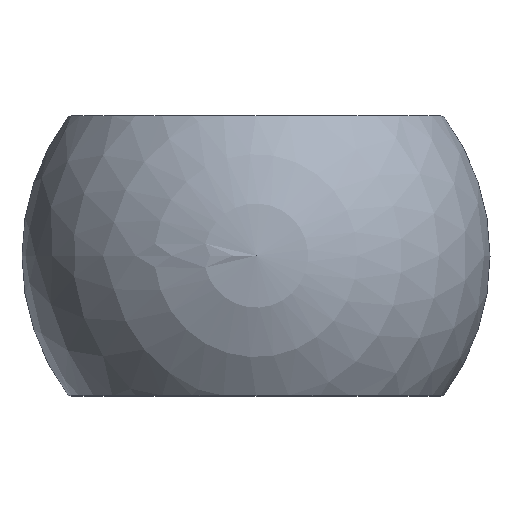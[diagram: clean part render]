
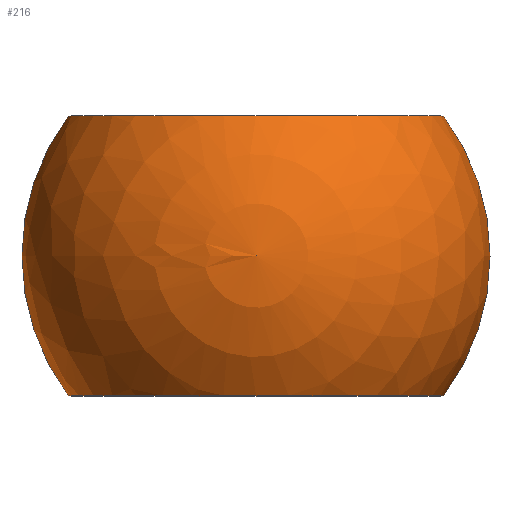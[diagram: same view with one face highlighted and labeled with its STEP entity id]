
A CAD part, top view. The second image highlights one B-rep face of the part: STEP entity #216.
In plain terms, the highlighted spherical face has radius 4.18 mm.
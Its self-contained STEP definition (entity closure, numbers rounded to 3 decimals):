
#8 = DIRECTION ( 'NONE',  ( 1., 0., 0. ) ) ;
#9 = CARTESIAN_POINT ( 'NONE',  ( -26.5, 0., 0. ) ) ;
#11 = AXIS2_PLACEMENT_3D ( 'NONE', #195, #99, #196 ) ;
#16 = VERTEX_POINT ( 'NONE', #37 ) ;
#19 = DIRECTION ( 'NONE',  ( 0., 0., -1. ) ) ;
#29 = DIRECTION ( 'NONE',  ( 0., 0., -1. ) ) ;
#37 = CARTESIAN_POINT ( 'NONE',  ( -23.15, -2.5, 0. ) ) ;
#38 = VERTEX_POINT ( 'NONE', #139 ) ;
#41 = DIRECTION ( 'NONE',  ( -1., 0., 0. ) ) ;
#44 = DIRECTION ( 'NONE',  ( 0., 0., 1. ) ) ;
#54 = CIRCLE ( 'NONE', #138, 4.18 ) ;
#56 = EDGE_CURVE ( 'NONE', #244, #38, #158, .T. ) ;
#60 = ORIENTED_EDGE ( 'NONE', *, *, #148, .T. ) ;
#81 = ORIENTED_EDGE ( 'NONE', *, *, #56, .T. ) ;
#82 = CARTESIAN_POINT ( 'NONE',  ( -29.85, -2.5, 0. ) ) ;
#99 = DIRECTION ( 'NONE',  ( 0., 1., 0. ) ) ;
#119 = CIRCLE ( 'NONE', #11, 3.35 ) ;
#120 = SPHERICAL_SURFACE ( 'NONE', #238, 4.18 ) ;
#129 = ORIENTED_EDGE ( 'NONE', *, *, #236, .F. ) ;
#138 = AXIS2_PLACEMENT_3D ( 'NONE', #9, #29, #218 ) ;
#139 = CARTESIAN_POINT ( 'NONE',  ( -29.85, 2.5, 0. ) ) ;
#142 = CARTESIAN_POINT ( 'NONE',  ( -26.5, 0., 0. ) ) ;
#145 = DIRECTION ( 'NONE',  ( 0., 0., 1. ) ) ;
#148 = EDGE_CURVE ( 'NONE', #16, #244, #161, .T. ) ;
#158 = CIRCLE ( 'NONE', #205, 3.35 ) ;
#161 = CIRCLE ( 'NONE', #241, 4.18 ) ;
#167 = EDGE_CURVE ( 'NONE', #243, #16, #119, .T. ) ;
#195 = CARTESIAN_POINT ( 'NONE',  ( -26.5, -2.5, 0. ) ) ;
#196 = DIRECTION ( 'NONE',  ( 0., 0., 1. ) ) ;
#203 = ORIENTED_EDGE ( 'NONE', *, *, #167, .T. ) ;
#205 = AXIS2_PLACEMENT_3D ( 'NONE', #231, #232, #19 ) ;
#208 = EDGE_LOOP ( 'NONE', ( #203, #60, #81, #129 ) ) ;
#214 = FACE_OUTER_BOUND ( 'NONE', #208, .T. ) ;
#216 = ADVANCED_FACE ( 'NONE', ( #214 ), #120, .T. ) ;
#218 = DIRECTION ( 'NONE',  ( -1., 0., 0. ) ) ;
#231 = CARTESIAN_POINT ( 'NONE',  ( -26.5, 2.5, 0. ) ) ;
#232 = DIRECTION ( 'NONE',  ( 0., -1., 0. ) ) ;
#235 = CARTESIAN_POINT ( 'NONE',  ( -26.5, 0., 0. ) ) ;
#236 = EDGE_CURVE ( 'NONE', #243, #38, #54, .T. ) ;
#238 = AXIS2_PLACEMENT_3D ( 'NONE', #142, #145, #41 ) ;
#239 = CARTESIAN_POINT ( 'NONE',  ( -23.15, 2.5, 0. ) ) ;
#241 = AXIS2_PLACEMENT_3D ( 'NONE', #235, #44, #8 ) ;
#243 = VERTEX_POINT ( 'NONE', #82 ) ;
#244 = VERTEX_POINT ( 'NONE', #239 ) ;
